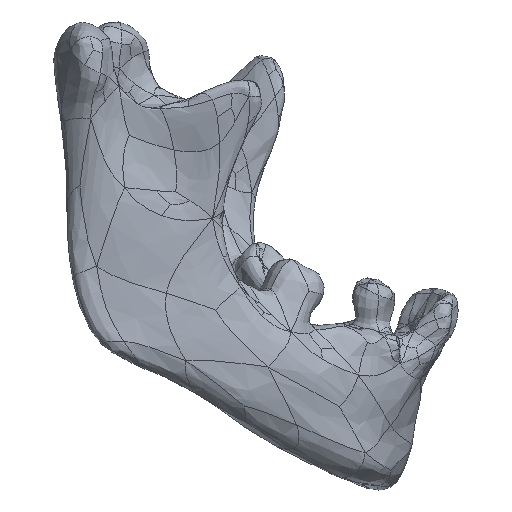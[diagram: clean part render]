
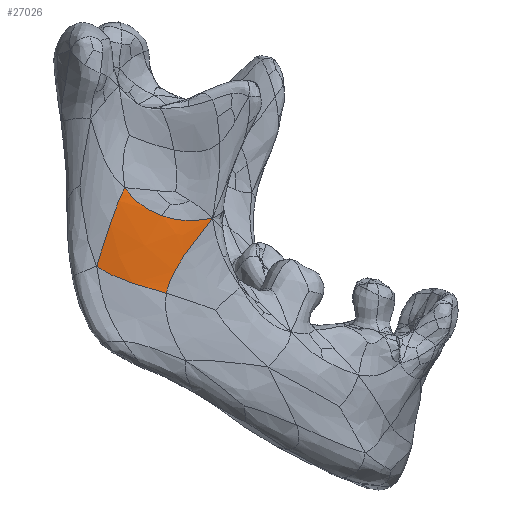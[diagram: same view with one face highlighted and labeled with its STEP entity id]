
A CAD part, left-side view. The second image highlights one B-rep face of the part: STEP entity #27026.
In plain terms, the highlighted free-form (B-spline) face has degree [3, 3] with [7, 7] control points.
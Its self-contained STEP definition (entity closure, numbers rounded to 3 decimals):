
#25474 = EDGE_CURVE('',#25475,#25477,#25479,.T.);
#25475 = VERTEX_POINT('',#25476);
#25476 = CARTESIAN_POINT('',(-71.419,-305.506,
    -168.461));
#25477 = VERTEX_POINT('',#25478);
#25478 = CARTESIAN_POINT('',(-73.559,-292.575,
    -189.517));
#25479 = B_SPLINE_CURVE_WITH_KNOTS('',3,(#25480,#25481,#25482,#25483,
    #25484,#25485,#25486),.UNSPECIFIED.,.F.,.F.,(4,1,1,1,4),(0.,1.,2.,3.
    ,4.),.QUASI_UNIFORM_KNOTS.);
#25480 = CARTESIAN_POINT('',(-71.419,-305.506,
    -168.461));
#25481 = CARTESIAN_POINT('',(-71.877,-303.189,
    -171.611));
#25482 = CARTESIAN_POINT('',(-72.198,-300.185,
    -175.234));
#25483 = CARTESIAN_POINT('',(-73.108,-296.672,
    -180.121));
#25484 = CARTESIAN_POINT('',(-73.374,-293.919,
    -184.863));
#25485 = CARTESIAN_POINT('',(-73.467,-292.857,
    -187.975));
#25486 = CARTESIAN_POINT('',(-73.559,-292.575,
    -189.517));
#27026 = ADVANCED_FACE('',(#27027),#27072,.T.);
#27027 = FACE_BOUND('',#27028,.T.);
#27028 = EDGE_LOOP('',(#27029,#27030,#27040,#27050,#27062));
#27029 = ORIENTED_EDGE('',*,*,#25474,.F.);
#27030 = ORIENTED_EDGE('',*,*,#27031,.T.);
#27031 = EDGE_CURVE('',#25475,#27032,#27034,.T.);
#27032 = VERTEX_POINT('',#27033);
#27033 = CARTESIAN_POINT('',(-75.179,-291.283,
    -167.683));
#27034 = B_SPLINE_CURVE_WITH_KNOTS('',3,(#27035,#27036,#27037,#27038,
    #27039),.UNSPECIFIED.,.F.,.F.,(4,1,4),(0.,1.,2.),
  .QUASI_UNIFORM_KNOTS.);
#27035 = CARTESIAN_POINT('',(-71.419,-305.506,
    -168.461));
#27036 = CARTESIAN_POINT('',(-72.316,-301.933,
    -169.187));
#27037 = CARTESIAN_POINT('',(-73.254,-297.15,
    -169.267));
#27038 = CARTESIAN_POINT('',(-74.569,-293.173,
    -168.356));
#27039 = CARTESIAN_POINT('',(-75.179,-291.283,
    -167.683));
#27040 = ORIENTED_EDGE('',*,*,#27041,.T.);
#27041 = EDGE_CURVE('',#27032,#27042,#27044,.T.);
#27042 = VERTEX_POINT('',#27043);
#27043 = CARTESIAN_POINT('',(-78.27,-280.892,
    -159.854));
#27044 = B_SPLINE_CURVE_WITH_KNOTS('',3,(#27045,#27046,#27047,#27048,
    #27049),.UNSPECIFIED.,.F.,.F.,(4,1,4),(2.,3.,4.),
  .QUASI_UNIFORM_KNOTS.);
#27045 = CARTESIAN_POINT('',(-75.179,-291.283,
    -167.683));
#27046 = CARTESIAN_POINT('',(-75.788,-289.392,
    -167.011));
#27047 = CARTESIAN_POINT('',(-76.912,-285.808,
    -165.232));
#27048 = CARTESIAN_POINT('',(-77.757,-282.579,
    -162.25));
#27049 = CARTESIAN_POINT('',(-78.27,-280.892,
    -159.854));
#27050 = ORIENTED_EDGE('',*,*,#27051,.F.);
#27051 = EDGE_CURVE('',#27052,#27042,#27054,.T.);
#27052 = VERTEX_POINT('',#27053);
#27053 = CARTESIAN_POINT('',(-77.796,-273.018,
    -181.879));
#27054 = B_SPLINE_CURVE_WITH_KNOTS('',3,(#27055,#27056,#27057,#27058,
    #27059,#27060,#27061),.UNSPECIFIED.,.F.,.F.,(4,1,1,1,4),(0.,1.,2.,3.
    ,4.),.QUASI_UNIFORM_KNOTS.);
#27055 = CARTESIAN_POINT('',(-77.796,-273.018,
    -181.879));
#27056 = CARTESIAN_POINT('',(-77.944,-273.776,
    -179.354));
#27057 = CARTESIAN_POINT('',(-78.471,-275.084,
    -175.304));
#27058 = CARTESIAN_POINT('',(-79.01,-276.977,
    -169.671));
#27059 = CARTESIAN_POINT('',(-79.103,-278.789,
    -164.492));
#27060 = CARTESIAN_POINT('',(-78.673,-280.036,
    -161.435));
#27061 = CARTESIAN_POINT('',(-78.27,-280.892,
    -159.854));
#27062 = ORIENTED_EDGE('',*,*,#27063,.F.);
#27063 = EDGE_CURVE('',#25477,#27052,#27064,.T.);
#27064 = B_SPLINE_CURVE_WITH_KNOTS('',3,(#27065,#27066,#27067,#27068,
    #27069,#27070,#27071),.UNSPECIFIED.,.F.,.F.,(4,1,1,1,4),(0.,1.,2.,3.
    ,4.),.QUASI_UNIFORM_KNOTS.);
#27065 = CARTESIAN_POINT('',(-73.559,-292.575,
    -189.517));
#27066 = CARTESIAN_POINT('',(-73.914,-291.122,
    -189.084));
#27067 = CARTESIAN_POINT('',(-74.842,-288.075,
    -188.213));
#27068 = CARTESIAN_POINT('',(-75.819,-283.122,
    -186.749));
#27069 = CARTESIAN_POINT('',(-76.746,-278.148,
    -184.909));
#27070 = CARTESIAN_POINT('',(-77.403,-274.885,
    -183.206));
#27071 = CARTESIAN_POINT('',(-77.796,-273.018,
    -181.879));
#27072 = B_SPLINE_SURFACE_WITH_KNOTS('',3,3,(
    (#27073,#27074,#27075,#27076,#27077,#27078,#27079)
    ,(#27080,#27081,#27082,#27083,#27084,#27085,#27086)
    ,(#27087,#27088,#27089,#27090,#27091,#27092,#27093)
    ,(#27094,#27095,#27096,#27097,#27098,#27099,#27100)
    ,(#27101,#27102,#27103,#27104,#27105,#27106,#27107)
    ,(#27108,#27109,#27110,#27111,#27112,#27113,#27114)
    ,(#27115,#27116,#27117,#27118,#27119,#27120,#27121
  )),.UNSPECIFIED.,.F.,.F.,.F.,(4,1,1,1,4),(4,1,1,1,4),(0.,1.,2.,3.,4.),
  (0.,1.,2.,3.,4.),.QUASI_UNIFORM_KNOTS.);
#27073 = CARTESIAN_POINT('',(-73.559,-292.575,
    -189.517));
#27074 = CARTESIAN_POINT('',(-73.914,-291.122,
    -189.084));
#27075 = CARTESIAN_POINT('',(-74.842,-288.075,
    -188.213));
#27076 = CARTESIAN_POINT('',(-75.819,-283.122,
    -186.749));
#27077 = CARTESIAN_POINT('',(-76.746,-278.148,
    -184.909));
#27078 = CARTESIAN_POINT('',(-77.403,-274.885,
    -183.206));
#27079 = CARTESIAN_POINT('',(-77.796,-273.018,
    -181.879));
#27080 = CARTESIAN_POINT('',(-73.467,-292.857,
    -187.975));
#27081 = CARTESIAN_POINT('',(-73.816,-291.406,
    -187.507));
#27082 = CARTESIAN_POINT('',(-74.773,-288.34,
    -186.578));
#27083 = CARTESIAN_POINT('',(-75.955,-283.333,
    -185.009));
#27084 = CARTESIAN_POINT('',(-76.988,-278.283,
    -183.016));
#27085 = CARTESIAN_POINT('',(-77.644,-274.996,
    -181.023));
#27086 = CARTESIAN_POINT('',(-77.944,-273.776,
    -179.354));
#27087 = CARTESIAN_POINT('',(-73.374,-293.919,
    -184.863));
#27088 = CARTESIAN_POINT('',(-73.731,-292.463,
    -184.309));
#27089 = CARTESIAN_POINT('',(-74.694,-289.322,
    -183.238));
#27090 = CARTESIAN_POINT('',(-76.087,-284.193,
    -181.436));
#27091 = CARTESIAN_POINT('',(-77.495,-279.089,
    -179.169));
#27092 = CARTESIAN_POINT('',(-78.207,-276.231,
    -176.819));
#27093 = CARTESIAN_POINT('',(-78.471,-275.084,
    -175.304));
#27094 = CARTESIAN_POINT('',(-73.108,-296.672,
    -180.121));
#27095 = CARTESIAN_POINT('',(-73.533,-295.202,
    -179.413));
#27096 = CARTESIAN_POINT('',(-74.436,-291.84,
    -178.148));
#27097 = CARTESIAN_POINT('',(-76.136,-286.365,
    -176.176));
#27098 = CARTESIAN_POINT('',(-77.707,-281.112,
    -173.55));
#27099 = CARTESIAN_POINT('',(-78.637,-278.2,
    -171.122));
#27100 = CARTESIAN_POINT('',(-79.01,-276.977,
    -169.671));
#27101 = CARTESIAN_POINT('',(-72.198,-300.185,
    -175.234));
#27102 = CARTESIAN_POINT('',(-72.705,-298.712,
    -174.388));
#27103 = CARTESIAN_POINT('',(-74.144,-295.17,
    -173.159));
#27104 = CARTESIAN_POINT('',(-75.864,-288.941,
    -171.368));
#27105 = CARTESIAN_POINT('',(-77.532,-283.24,
    -168.513));
#27106 = CARTESIAN_POINT('',(-78.627,-280.115,
    -165.944));
#27107 = CARTESIAN_POINT('',(-79.103,-278.789,
    -164.492));
#27108 = CARTESIAN_POINT('',(-71.877,-303.189,
    -171.611));
#27109 = CARTESIAN_POINT('',(-72.351,-301.631,
    -170.635));
#27110 = CARTESIAN_POINT('',(-73.471,-296.734,
    -170.395));
#27111 = CARTESIAN_POINT('',(-75.46,-290.526,
    -168.867));
#27112 = CARTESIAN_POINT('',(-77.156,-284.886,
    -166.079));
#27113 = CARTESIAN_POINT('',(-78.121,-281.491,
    -163.013));
#27114 = CARTESIAN_POINT('',(-78.673,-280.036,
    -161.435));
#27115 = CARTESIAN_POINT('',(-71.419,-305.506,
    -168.461));
#27116 = CARTESIAN_POINT('',(-72.316,-301.933,
    -169.187));
#27117 = CARTESIAN_POINT('',(-73.254,-297.15,
    -169.267));
#27118 = CARTESIAN_POINT('',(-75.226,-291.184,
    -167.9));
#27119 = CARTESIAN_POINT('',(-76.912,-285.808,
    -165.232));
#27120 = CARTESIAN_POINT('',(-77.757,-282.579,
    -162.25));
#27121 = CARTESIAN_POINT('',(-78.27,-280.892,
    -159.854));
